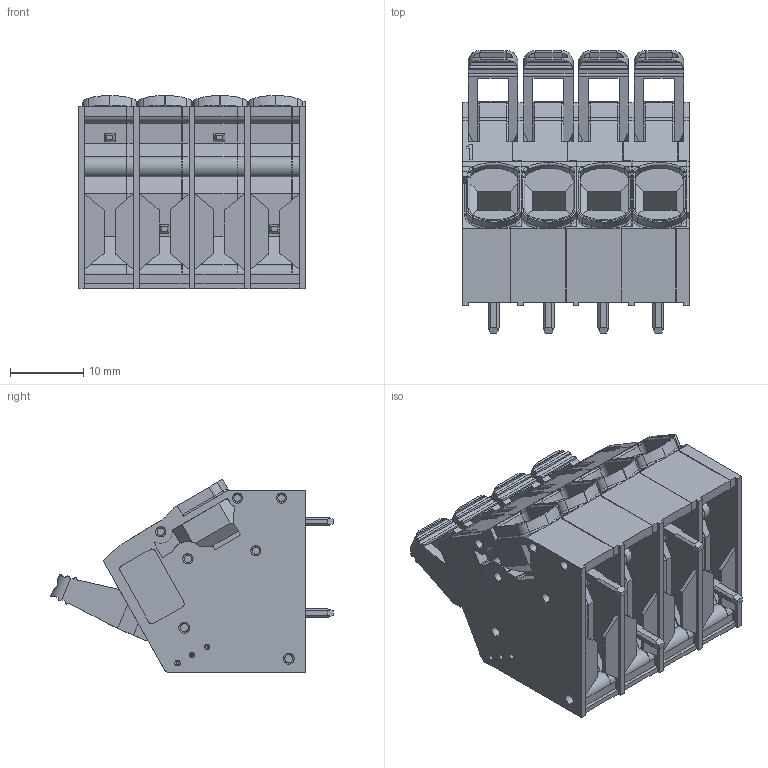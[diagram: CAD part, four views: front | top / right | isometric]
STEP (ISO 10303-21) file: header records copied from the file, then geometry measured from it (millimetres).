
FILE_DESCRIPTION (( 'STEP AP214' ), '1' );
FILE_NAME ('1792245.STEP', '2020-04-10T12:52:15', ( '' ), ( '' ), 'SwSTEP 2.0', 'SolidWorks 2017', '' );
FILE_SCHEMA (( 'AUTOMOTIVE_DESIGN' ));
Length unit declared in the file: millimetre
Products named in the file (1): 1792245
Bounding box: 31 x 38.64 x 26.38 mm (x, y, z)
Volume: 11986.1 mm3; surface area: 12714.9 mm2
Topology: 9 solids, 9 shells, 1082 faces, 2981 edges, 1928 vertices
Faces by surface type: plane 687, cylinder 289, torus 66, bspline 40
Entity records: 35069 total; most frequent: CARTESIAN_POINT 7741, ORIENTED_EDGE 5946, DIRECTION 5392, EDGE_CURVE 2973, VECTOR 2074, LINE 2074, VERTEX_POINT 1928, AXIS2_PLACEMENT_3D 1659
